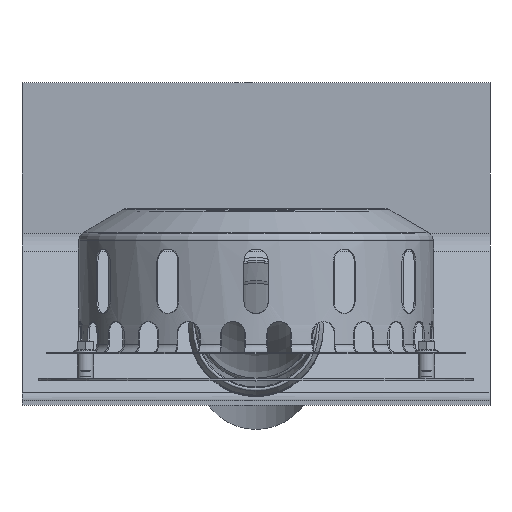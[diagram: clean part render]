
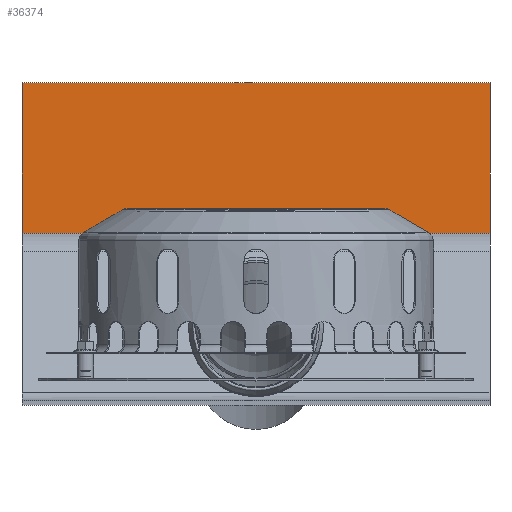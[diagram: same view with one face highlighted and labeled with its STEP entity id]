
A CAD part, left-side view. The second image highlights one B-rep face of the part: STEP entity #36374.
In plain terms, the highlighted planar face has unit normal (-1, 0, 0).
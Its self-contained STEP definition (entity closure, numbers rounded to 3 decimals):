
#845=PLANE('',#38167);
#2396=LINE('',#49338,#7069);
#2397=LINE('',#49340,#7070);
#2398=LINE('',#49342,#7071);
#2399=LINE('',#49343,#7072);
#7069=VECTOR('',#40291,1.);
#7070=VECTOR('',#40292,1.);
#7071=VECTOR('',#40293,1.);
#7072=VECTOR('',#40294,1.);
#11857=FACE_OUTER_BOUND('',#13630,.T.);
#13630=EDGE_LOOP('',(#25690,#25691,#25692,#25693));
#16811=VERTEX_POINT('',#49336);
#16812=VERTEX_POINT('',#49337);
#16813=VERTEX_POINT('',#49339);
#16814=VERTEX_POINT('',#49341);
#20351=EDGE_CURVE('',#16811,#16812,#2396,.T.);
#20352=EDGE_CURVE('',#16813,#16812,#2397,.T.);
#20353=EDGE_CURVE('',#16814,#16813,#2398,.T.);
#20354=EDGE_CURVE('',#16814,#16811,#2399,.T.);
#25690=ORIENTED_EDGE('',*,*,#20351,.T.);
#25691=ORIENTED_EDGE('',*,*,#20352,.F.);
#25692=ORIENTED_EDGE('',*,*,#20353,.F.);
#25693=ORIENTED_EDGE('',*,*,#20354,.T.);
#36374=ADVANCED_FACE('',(#11857),#845,.T.);
#38167=AXIS2_PLACEMENT_3D('',#49335,#40289,#40290);
#40289=DIRECTION('center_axis',(-1.,0.,0.));
#40290=DIRECTION('ref_axis',(0.,-1.,0.));
#40291=DIRECTION('',(0.,0.,1.));
#40292=DIRECTION('',(0.,-1.,0.));
#40293=DIRECTION('',(0.,0.,1.));
#40294=DIRECTION('',(0.,-1.,0.));
#49335=CARTESIAN_POINT('Origin',(394.117,145.,91.248));
#49336=CARTESIAN_POINT('',(394.117,-145.,91.248));
#49337=CARTESIAN_POINT('',(394.117,-145.,184.621));
#49338=CARTESIAN_POINT('',(394.117,-145.,91.248));
#49339=CARTESIAN_POINT('',(394.117,145.,184.621));
#49340=CARTESIAN_POINT('',(394.117,145.,184.621));
#49341=CARTESIAN_POINT('',(394.117,145.,91.248));
#49342=CARTESIAN_POINT('',(394.117,145.,91.248));
#49343=CARTESIAN_POINT('',(394.117,145.,91.248));
